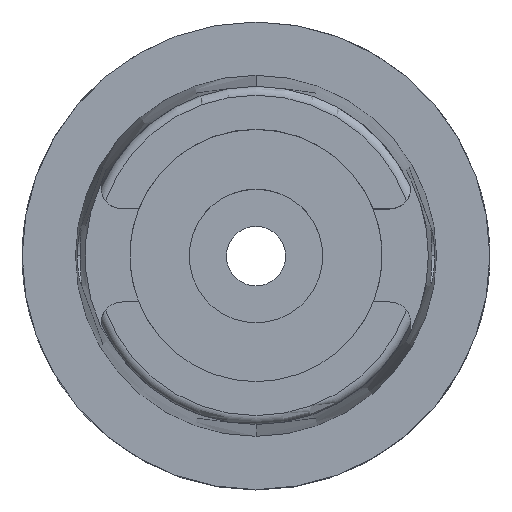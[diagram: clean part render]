
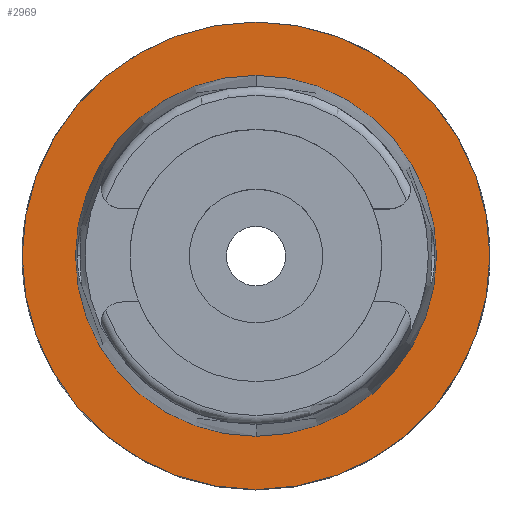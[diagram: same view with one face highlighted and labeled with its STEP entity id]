
A CAD part, top view. The second image highlights one B-rep face of the part: STEP entity #2969.
In plain terms, the highlighted planar face has unit normal (0, 0, 1).
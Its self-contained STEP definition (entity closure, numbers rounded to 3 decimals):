
#618=CARTESIAN_POINT('',(0.,0.,0.));
#619=DIRECTION('',(0.,0.,-1.));
#620=DIRECTION('',(0.,-1.,0.));
#621=AXIS2_PLACEMENT_3D('',#618,#619,#620);
#626=CARTESIAN_POINT('',(0.,0.,0.));
#627=DIRECTION('',(0.,0.,-1.));
#628=DIRECTION('',(0.,1.,0.));
#629=AXIS2_PLACEMENT_3D('',#626,#627,#628);
#634=CARTESIAN_POINT('',(0.,0.,0.));
#635=DIRECTION('',(0.,0.,1.));
#636=DIRECTION('',(0.,-1.,0.));
#637=AXIS2_PLACEMENT_3D('',#634,#635,#636);
#642=CARTESIAN_POINT('',(0.,0.,0.));
#643=DIRECTION('',(0.,0.,1.));
#644=DIRECTION('',(0.,1.,0.));
#645=AXIS2_PLACEMENT_3D('',#642,#643,#644);
#2317=CARTESIAN_POINT('',(0.,-24.315,0.));
#2318=VERTEX_POINT('',#2317);
#2319=CARTESIAN_POINT('',(0.,24.315,0.));
#2320=VERTEX_POINT('',#2319);
#2583=CARTESIAN_POINT('',(0.,31.5,0.));
#2584=VERTEX_POINT('',#2583);
#2585=CARTESIAN_POINT('',(0.,-31.5,0.));
#2586=VERTEX_POINT('',#2585);
#2954=CARTESIAN_POINT('',(0.,0.,0.));
#2955=DIRECTION('',(0.,0.,1.));
#2956=DIRECTION('',(0.,1.,0.));
#2957=AXIS2_PLACEMENT_3D('',#2954,#2955,#2956);
#2958=PLANE('',#2957);
#2960=ORIENTED_EDGE('',*,*,#2959,.T.);
#2962=ORIENTED_EDGE('',*,*,#2961,.T.);
#2963=EDGE_LOOP('',(#2960,#2962));
#2964=FACE_OUTER_BOUND('',#2963,.F.);
#2965=ORIENTED_EDGE('',*,*,#2912,.T.);
#2966=ORIENTED_EDGE('',*,*,#2705,.T.);
#2967=EDGE_LOOP('',(#2965,#2966));
#2968=FACE_BOUND('',#2967,.F.);
#622=CIRCLE('',#621,31.5);
#630=CIRCLE('',#629,31.5);
#638=CIRCLE('',#637,24.315);
#646=CIRCLE('',#645,24.315);
#2705=EDGE_CURVE('',#2320,#2318,#646,.T.);
#2912=EDGE_CURVE('',#2318,#2320,#638,.T.);
#2959=EDGE_CURVE('',#2586,#2584,#622,.T.);
#2961=EDGE_CURVE('',#2584,#2586,#630,.T.);
#2969=ADVANCED_FACE('',(#2964,#2968),#2958,.T.);
